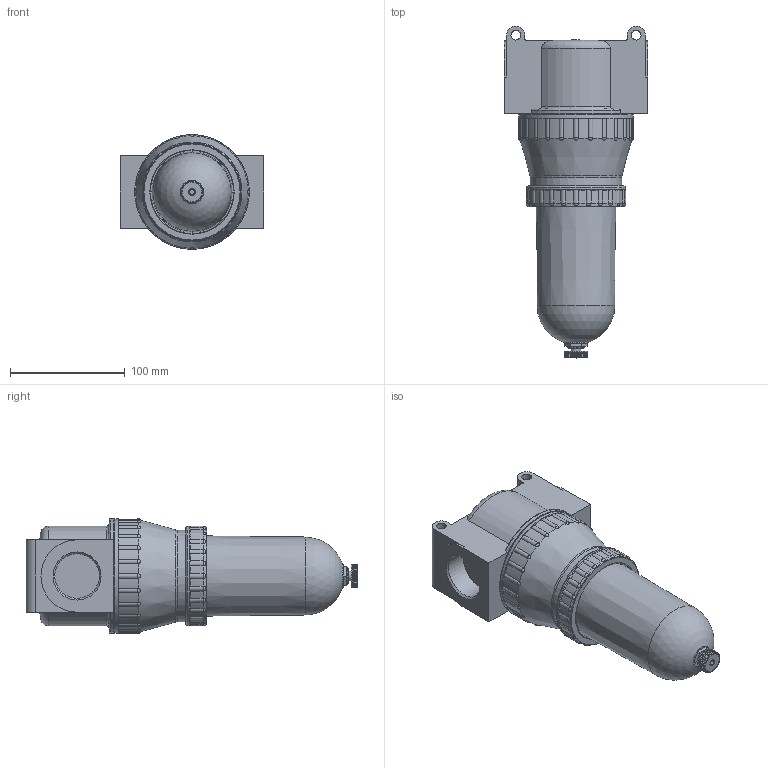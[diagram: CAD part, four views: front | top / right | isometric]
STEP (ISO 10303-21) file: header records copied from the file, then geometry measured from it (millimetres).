
FILE_DESCRIPTION( ( 'STEP AP203' ), '1' );
FILE_NAME( '9_1156_00_350_0V_2_03.stp', ' ', ( ' ' ), ( ' ' ), 'PSStep 15.0.47', 'PARTsolutions', ' ' );
FILE_SCHEMA( ( 'CONFIG_CONTROL_DESIGN' ) );
Length unit declared in the file: millimetre
Products named in the file (3): 9.1156.00.350.0V; _650 F/K-1; _650 F/K0-3
Assembly tree (2 placements, depth 2):
  9.1156.00.350.0V
    _650 F/K-1
    _650 F/K0-3
Bounding box: 125 x 289.5 x 100 mm (x, y, z)
Volume: 1459296.8 mm3; surface area: 109511.4 mm2
Topology: 2 solids, 2 shells, 379 faces, 963 edges, 601 vertices
Faces by surface type: cylinder 187, plane 77, sphere 49, cone 43, torus 23
Full cylindrical faces by diameter (mm): 4 x1, 8 x1, 8.5 x2, 14 x1, 20 x2, 38.952 x2, 72.584 x1, 80 x1, 87 x1, 100 x1
Entity records: 13566 total; most frequent: CARTESIAN_POINT 4706, ORIENTED_EDGE 1858, DIRECTION 1800, EDGE_CURVE 929, AXIS2_PLACEMENT_3D 759, VERTEX_POINT 593, EDGE_LOOP 422, FACE_OUTER_BOUND 398
